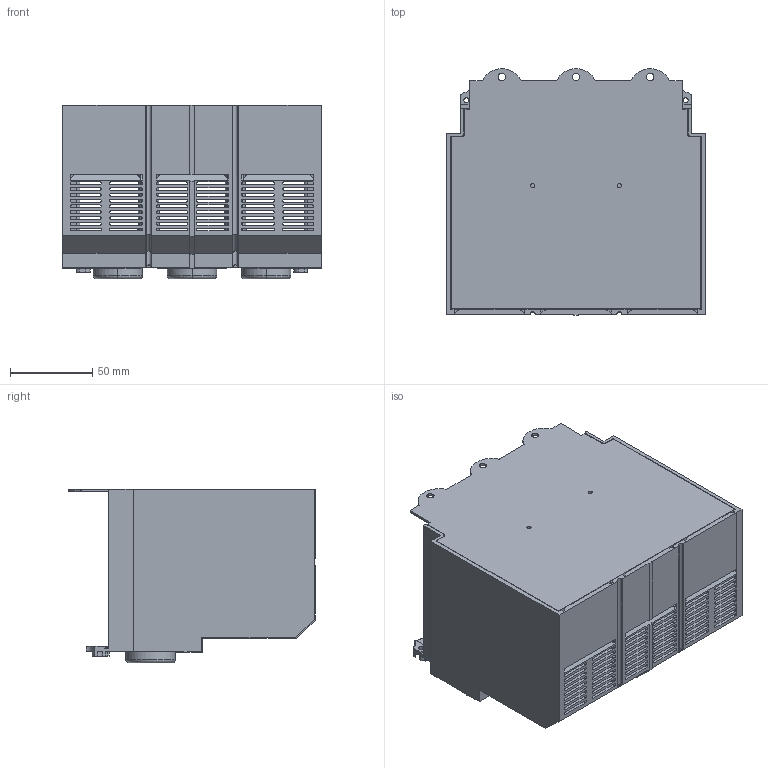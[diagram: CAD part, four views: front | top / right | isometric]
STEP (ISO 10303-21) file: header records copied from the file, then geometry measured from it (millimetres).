
FILE_DESCRIPTION((''),'2;1');
FILE_NAME('ASM0268_ASM','2021-09-16T08:48:59',('zhxmin'),(''),'CREO PARAMETRIC BY PTC INC, 2018020','CREO PARAMETRIC BY PTC INC, 2018020','');
FILE_SCHEMA(('CONFIG_CONTROL_DESIGN','SHAPE_APPEARANCE_LAYERS_GROUPS'));
Length unit declared in the file: millimetre
Products named in the file (3): 630-3P-CHANGHUZHAO; 630-3P-CHANGHUZHAO-GEBAN; ASM0268_ASM
Assembly tree (2 placements, depth 2):
  ASM0268_ASM
    630-3P-CHANGHUZHAO
    630-3P-CHANGHUZHAO-GEBAN
Bounding box: 157 x 149.55 x 105.5 mm (x, y, z)
Volume: 239446.7 mm3; surface area: 230365.7 mm2
Topology: 2 solids, 2 shells, 925 faces, 2723 edges, 1774 vertices
Faces by surface type: plane 625, cylinder 274, torus 18, cone 8
Entity records: 32077 total; most frequent: CARTESIAN_POINT 6189, ORIENTED_EDGE 5446, DIRECTION 4994, EDGE_CURVE 2723, VECTOR 2024, LINE 2024, VERTEX_POINT 1774, AXIS2_PLACEMENT_3D 1485
